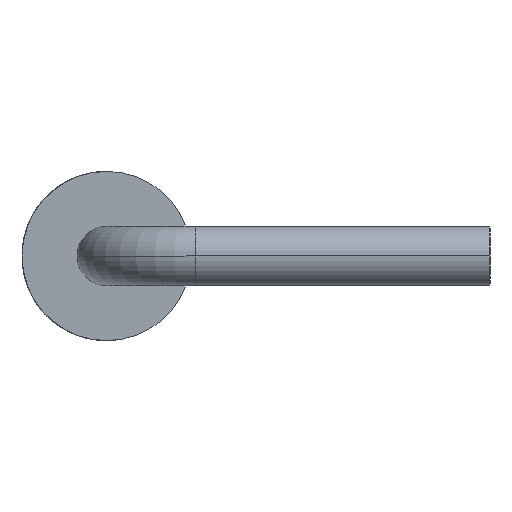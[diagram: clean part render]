
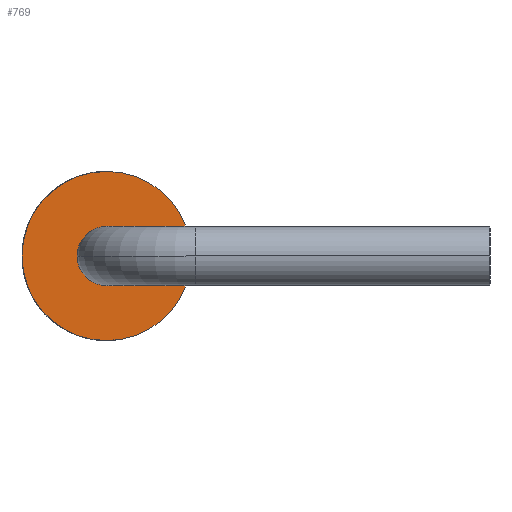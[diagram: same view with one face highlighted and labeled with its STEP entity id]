
A CAD part, left-side view. The second image highlights one B-rep face of the part: STEP entity #769.
In plain terms, the highlighted planar face has unit normal (-1, 0, 0).
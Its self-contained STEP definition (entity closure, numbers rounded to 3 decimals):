
#22 = CARTESIAN_POINT ( 'NONE',  ( 2.41, 2.02, 1.02 ) ) ;
#26 = AXIS2_PLACEMENT_3D ( 'NONE', #488, #2188, #506 ) ;
#125 = AXIS2_PLACEMENT_3D ( 'NONE', #643, #3765, #3324 ) ;
#258 = DIRECTION ( 'NONE',  ( -1., 0., 0. ) ) ;
#271 = CARTESIAN_POINT ( 'NONE',  ( 2.41, 2.02, 0. ) ) ;
#340 = DIRECTION ( 'NONE',  ( 1., 0., 0. ) ) ;
#401 = CIRCLE ( 'NONE', #125, 1.02 ) ;
#488 = CARTESIAN_POINT ( 'NONE',  ( 2.41, 2.02, 0. ) ) ;
#506 = DIRECTION ( 'NONE',  ( 0., 0., -1. ) ) ;
#643 = CARTESIAN_POINT ( 'NONE',  ( 2.41, 2.02, 0. ) ) ;
#647 = DIRECTION ( 'NONE',  ( 0., 0., -1. ) ) ;
#703 = FACE_BOUND ( 'NONE', #1039, .T. ) ;
#769 = ADVANCED_FACE ( 'NONE', ( #703, #1355 ), #1672, .F. ) ;
#819 = CARTESIAN_POINT ( 'NONE',  ( 2.41, 1.664, 0. ) ) ;
#836 = CARTESIAN_POINT ( 'NONE',  ( 2.41, 2.02, -1.02 ) ) ;
#874 = CIRCLE ( 'NONE', #3344, 0.356 ) ;
#896 = CIRCLE ( 'NONE', #2662, 1.02 ) ;
#1039 = EDGE_LOOP ( 'NONE', ( #3896, #4170 ) ) ;
#1086 = VERTEX_POINT ( 'NONE', #3334 ) ;
#1219 = VERTEX_POINT ( 'NONE', #22 ) ;
#1355 = FACE_OUTER_BOUND ( 'NONE', #2922, .T. ) ;
#1452 = VERTEX_POINT ( 'NONE', #836 ) ;
#1548 = EDGE_CURVE ( 'NONE', #1086, #2769, #874, .T. ) ;
#1635 = ORIENTED_EDGE ( 'NONE', *, *, #3815, .F. ) ;
#1646 = CARTESIAN_POINT ( 'NONE',  ( 2.41, 2.02, 0. ) ) ;
#1672 = PLANE ( 'NONE',  #26 ) ;
#2188 = DIRECTION ( 'NONE',  ( 1., 0., 0. ) ) ;
#2286 = DIRECTION ( 'NONE',  ( -1., 0., 0. ) ) ;
#2401 = CARTESIAN_POINT ( 'NONE',  ( 2.41, 2.02, 0. ) ) ;
#2662 = AXIS2_PLACEMENT_3D ( 'NONE', #2401, #340, #647 ) ;
#2769 = VERTEX_POINT ( 'NONE', #819 ) ;
#2922 = EDGE_LOOP ( 'NONE', ( #1635, #4363 ) ) ;
#2923 = DIRECTION ( 'NONE',  ( 0., 0., -1. ) ) ;
#3040 = EDGE_CURVE ( 'NONE', #2769, #1086, #3863, .T. ) ;
#3186 = EDGE_CURVE ( 'NONE', #1452, #1219, #401, .T. ) ;
#3324 = DIRECTION ( 'NONE',  ( 0., 0., -1. ) ) ;
#3334 = CARTESIAN_POINT ( 'NONE',  ( 2.41, 2.376, 0. ) ) ;
#3344 = AXIS2_PLACEMENT_3D ( 'NONE', #1646, #2286, #2923 ) ;
#3765 = DIRECTION ( 'NONE',  ( 1., 0., 0. ) ) ;
#3784 = AXIS2_PLACEMENT_3D ( 'NONE', #271, #258, #3990 ) ;
#3815 = EDGE_CURVE ( 'NONE', #1219, #1452, #896, .T. ) ;
#3863 = CIRCLE ( 'NONE', #3784, 0.356 ) ;
#3896 = ORIENTED_EDGE ( 'NONE', *, *, #3040, .F. ) ;
#3990 = DIRECTION ( 'NONE',  ( 0., 0., -1. ) ) ;
#4170 = ORIENTED_EDGE ( 'NONE', *, *, #1548, .F. ) ;
#4363 = ORIENTED_EDGE ( 'NONE', *, *, #3186, .F. ) ;
